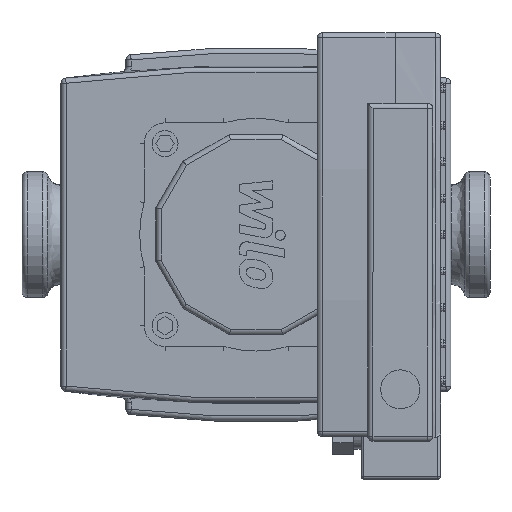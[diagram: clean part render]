
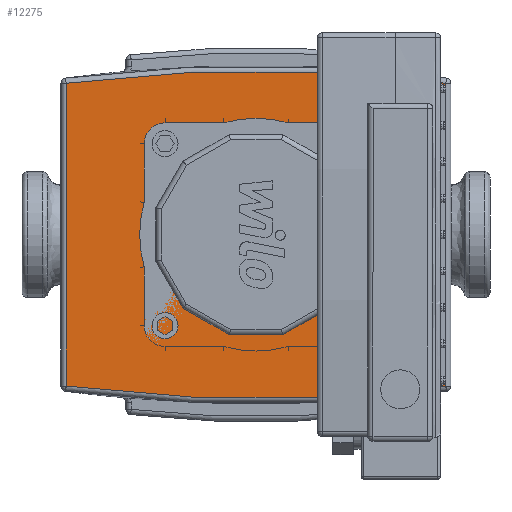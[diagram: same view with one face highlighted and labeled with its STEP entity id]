
A CAD part, front view. The second image highlights one B-rep face of the part: STEP entity #12275.
In plain terms, the highlighted planar face has unit normal (0, -1, 0).
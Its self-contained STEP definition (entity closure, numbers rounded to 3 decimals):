
#11897=CARTESIAN_POINT('',(17.,-28.,58.247));
#11898=VERTEX_POINT('',#11897);
#11932=CARTESIAN_POINT('',(17.,-28.,-58.247));
#11933=VERTEX_POINT('',#11932);
#11958=CARTESIAN_POINT('',(163.,-28.,58.247));
#11959=VERTEX_POINT('',#11958);
#11991=CARTESIAN_POINT('',(163.,-28.,-58.247));
#11992=VERTEX_POINT('',#11991);
#12034=CARTESIAN_POINT('',(163.,-28.,58.247));
#12035=DIRECTION('',(0.0,0.0,-1.0));
#12036=VECTOR('',#12035,116.495);
#12037=LINE('',#12034,#12036);
#12038=EDGE_CURVE('',#11959,#11992,#12037,.T.);
#12057=CARTESIAN_POINT('',(90.,-28.,500.));
#12058=DIRECTION('',(0.0,1.0,0.0));
#12059=DIRECTION('',(0.0,0.0,-1.0));
#12060=AXIS2_PLACEMENT_3D('',#12057,#12058,#12059);
#12061=CIRCLE('',#12060,563.);
#12062=EDGE_CURVE('',#11992,#11933,#12061,.T.);
#12081=CARTESIAN_POINT('',(90.,-28.,-500.));
#12082=DIRECTION('',(0.0,1.0,0.0));
#12083=DIRECTION('',(0.0,0.0,1.0));
#12084=AXIS2_PLACEMENT_3D('',#12081,#12082,#12083);
#12085=CIRCLE('',#12084,563.);
#12086=EDGE_CURVE('',#11898,#11959,#12085,.T.);
#12104=CARTESIAN_POINT('',(17.,-28.,-58.247));
#12105=DIRECTION('',(0.0,0.0,1.0));
#12106=VECTOR('',#12105,116.495);
#12107=LINE('',#12104,#12106);
#12108=EDGE_CURVE('',#11933,#11898,#12107,.T.);
#12264=CARTESIAN_POINT('',(90.,-28.,0.));
#12265=DIRECTION('',(0.0,1.0,0.0));
#12266=DIRECTION('',(0.0,0.0,-1.0));
#12267=AXIS2_PLACEMENT_3D('',#12264,#12265,#12266);
#12268=PLANE('',#12267);
#12269=ORIENTED_EDGE('',*,*,#12038,.F.);
#12270=ORIENTED_EDGE('',*,*,#12086,.F.);
#12271=ORIENTED_EDGE('',*,*,#12108,.F.);
#12272=ORIENTED_EDGE('',*,*,#12062,.F.);
#12273=EDGE_LOOP('',(#12269,#12270,#12271,#12272));
#12274=FACE_OUTER_BOUND('',#12273,.T.);
#12275=ADVANCED_FACE('',(#12274),#12268,.F.);
